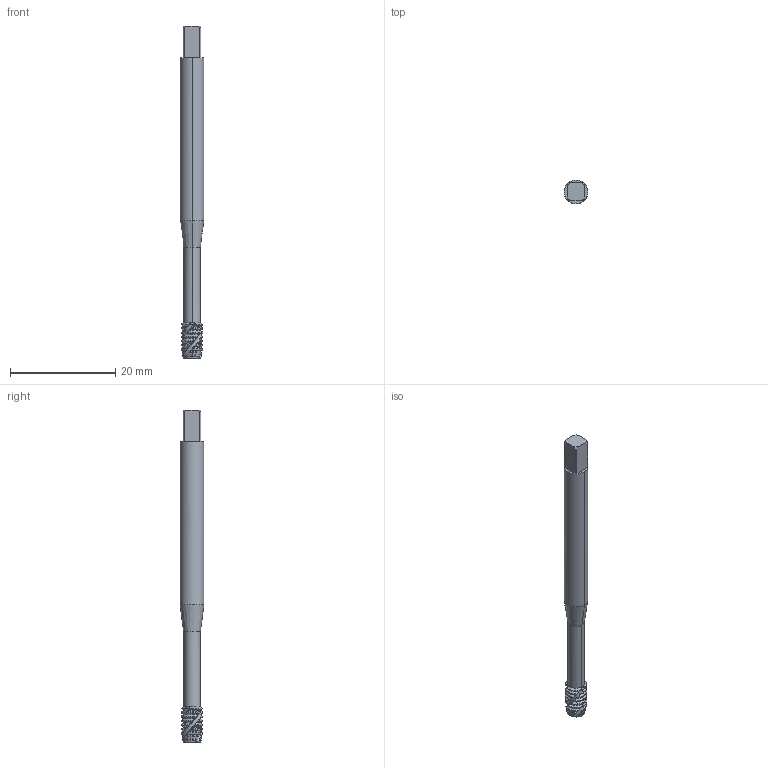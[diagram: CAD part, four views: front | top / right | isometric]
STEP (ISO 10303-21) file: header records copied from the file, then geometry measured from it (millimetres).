
FILE_DESCRIPTION(('no description'),'unknown implementation level');
FILE_NAME('solidSjbRWED1v2ONAtKmXpEAA33RKoM_1.STP',' ',('CIM GmbH Aachen'),('CADClick - KiM GmbH - www.kimweb.de'),'unknown preprocess','ACIS','unknown authorization');
FILE_SCHEMA(('automotive_design'));
Length unit declared in the file: millimetre
Products named in the file (2): 1; 2
Bounding box: 4.5 x 4.5 x 63 mm (x, y, z)
Volume: 804.1 mm3; surface area: 989.7 mm2
Topology: 2 solids, 2 shells, 237 faces, 673 edges, 436 vertices
Faces by surface type: cone 103, cylinder 81, bspline 27, plane 17, revolution 9
Entity records: 20691 total; most frequent: CARTESIAN_POINT 7626, STYLED_ITEM 1344, PRESENTATION_STYLE_ASSIGNMENT 1344, COLOUR_RGB 1344, ORIENTED_EDGE 1338, DIRECTION 982, EDGE_CURVE 669, CURVE_STYLE 669
